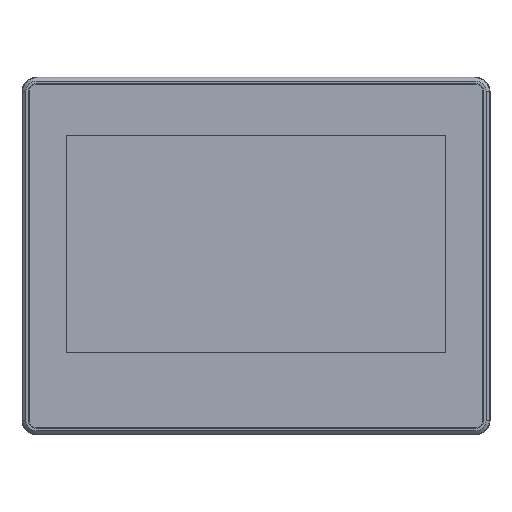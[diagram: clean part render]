
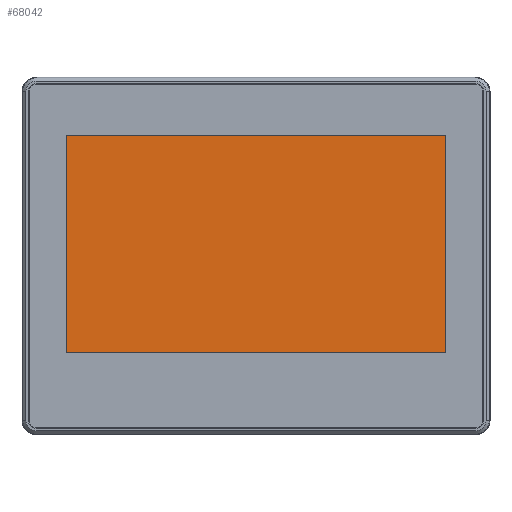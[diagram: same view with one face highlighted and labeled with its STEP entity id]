
A CAD part, top view. The second image highlights one B-rep face of the part: STEP entity #68042.
In plain terms, the highlighted planar face has unit normal (0, 0, 1).
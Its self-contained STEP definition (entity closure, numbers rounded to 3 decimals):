
#2763 = DIRECTION ( 'NONE',  ( 0., 1., 0. ) ) ;
#11682 = AXIS2_PLACEMENT_3D ( 'NONE', #45831, #46457, #26645 ) ;
#11913 = VERTEX_POINT ( 'NONE', #34480 ) ;
#13082 = VERTEX_POINT ( 'NONE', #23823 ) ;
#17988 = LINE ( 'NONE', #114441, #47623 ) ;
#21502 = VERTEX_POINT ( 'NONE', #85177 ) ;
#22517 = CARTESIAN_POINT ( 'NONE',  ( -78.181, -41.928, 2.26 ) ) ;
#22853 = EDGE_CURVE ( 'NONE', #73283, #11913, #24399, .T. ) ;
#23823 = CARTESIAN_POINT ( 'NONE',  ( 78.519, 47.172, 2.26 ) ) ;
#24399 = LINE ( 'NONE', #22517, #86434 ) ;
#26645 = DIRECTION ( 'NONE',  ( 1., 0., 0. ) ) ;
#34480 = CARTESIAN_POINT ( 'NONE',  ( -78.181, 47.172, 2.26 ) ) ;
#41815 = CARTESIAN_POINT ( 'NONE',  ( 78.519, -41.928, 2.26 ) ) ;
#45831 = CARTESIAN_POINT ( 'NONE',  ( 1.347, -0.087, 2.26 ) ) ;
#46457 = DIRECTION ( 'NONE',  ( 0., 0., 1. ) ) ;
#47615 = EDGE_CURVE ( 'NONE', #11913, #13082, #89100, .T. ) ;
#47623 = VECTOR ( 'NONE', #97135, 1000. ) ;
#52058 = CARTESIAN_POINT ( 'NONE',  ( -78.181, 47.172, 2.26 ) ) ;
#61434 = EDGE_CURVE ( 'NONE', #21502, #73283, #71179, .T. ) ;
#68042 = ADVANCED_FACE ( 'NONE', ( #114176 ), #73296, .T. ) ;
#71179 = LINE ( 'NONE', #41815, #82289 ) ;
#72381 = ORIENTED_EDGE ( 'NONE', *, *, #47615, .F. ) ;
#73283 = VERTEX_POINT ( 'NONE', #76620 ) ;
#73296 = PLANE ( 'NONE',  #11682 ) ;
#76620 = CARTESIAN_POINT ( 'NONE',  ( -78.181, -41.928, 2.26 ) ) ;
#79443 = ORIENTED_EDGE ( 'NONE', *, *, #91674, .F. ) ;
#81422 = DIRECTION ( 'NONE',  ( -1., 0., 0. ) ) ;
#82289 = VECTOR ( 'NONE', #81422, 1000. ) ;
#85177 = CARTESIAN_POINT ( 'NONE',  ( 78.519, -41.928, 2.26 ) ) ;
#86434 = VECTOR ( 'NONE', #2763, 1000. ) ;
#89100 = LINE ( 'NONE', #52058, #112049 ) ;
#91007 = DIRECTION ( 'NONE',  ( 1., 0., 0. ) ) ;
#91674 = EDGE_CURVE ( 'NONE', #13082, #21502, #17988, .T. ) ;
#97135 = DIRECTION ( 'NONE',  ( 0., -1., 0. ) ) ;
#98469 = EDGE_LOOP ( 'NONE', ( #79443, #72381, #100652, #107404 ) ) ;
#100652 = ORIENTED_EDGE ( 'NONE', *, *, #22853, .F. ) ;
#107404 = ORIENTED_EDGE ( 'NONE', *, *, #61434, .F. ) ;
#112049 = VECTOR ( 'NONE', #91007, 1000. ) ;
#114176 = FACE_OUTER_BOUND ( 'NONE', #98469, .T. ) ;
#114441 = CARTESIAN_POINT ( 'NONE',  ( 78.519, 47.172, 2.26 ) ) ;
